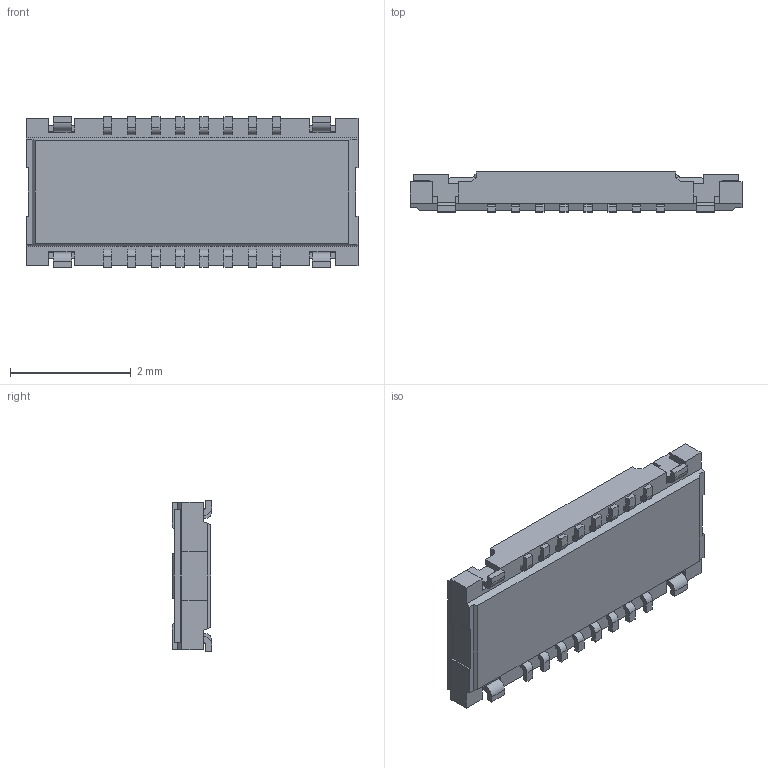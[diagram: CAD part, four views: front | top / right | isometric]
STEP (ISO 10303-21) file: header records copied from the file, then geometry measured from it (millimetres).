
FILE_DESCRIPTION((''),'2;1');
FILE_NAME('5055501620','2018-12-20T',('gga'),(''),'PRO/ENGINEER BY PARAMETRIC TECHNOLOGY CORPORATION, 2016010','PRO/ENGINEER BY PARAMETRIC TECHNOLOGY CORPORATION, 2016010','');
FILE_SCHEMA(('CONFIG_CONTROL_DESIGN'));
Length unit declared in the file: millimetre
Products named in the file (1): 5055501620
Bounding box: 5.5 x 0.66 x 2.5 mm (x, y, z)
Volume: 5.3 mm3; surface area: 55.7 mm2
Topology: 1 solids, 1 shells, 673 faces, 2034 edges, 1372 vertices
Faces by surface type: plane 523, cylinder 142, cone 4, torus 4
Entity records: 22623 total; most frequent: CARTESIAN_POINT 4044, ORIENTED_EDGE 3908, DIRECTION 3662, EDGE_CURVE 1954, VECTOR 1738, LINE 1738, VERTEX_POINT 1292, AXIS2_PLACEMENT_3D 962
